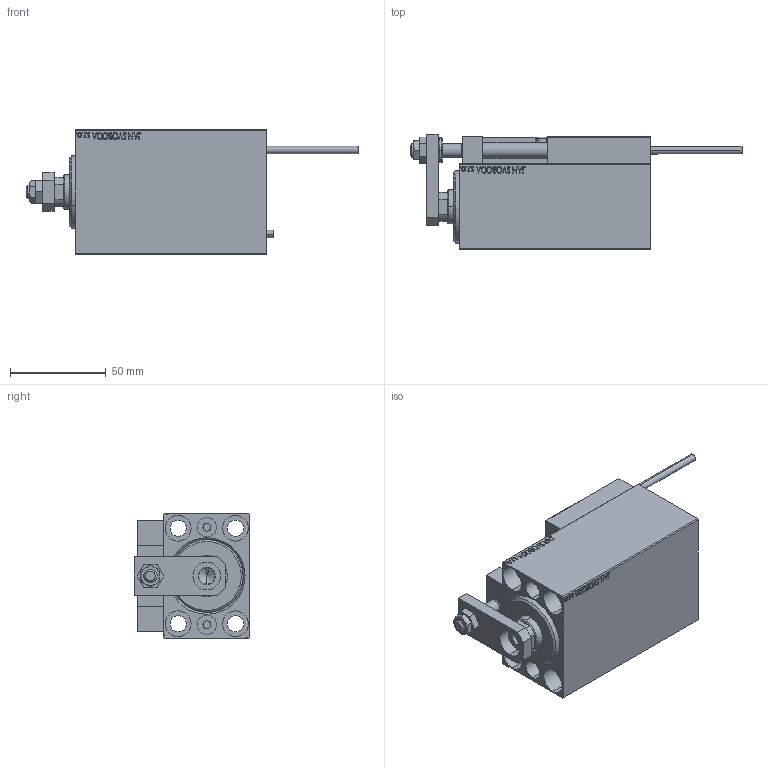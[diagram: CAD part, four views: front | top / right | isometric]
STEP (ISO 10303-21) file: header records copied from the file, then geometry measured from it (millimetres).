
FILE_DESCRIPTION (( 'STEP AP203' ), '1' );
FILE_NAME ('bc33.STEP', '2021-03-19T03:25:23', ( '' ), ( '' ), 'SwSTEP 2.0', 'SolidWorks 2019', '' );
FILE_SCHEMA (( 'CONFIG_CONTROL_DESIGN' ));
Length unit declared in the file: millimetre
Products named in the file (16): Block 6ae9e380f23d8ce2dc08310063af82c0; MAGNET 6ae9e380f23d8ce2dc08310063af82c0; V450CM_VC_B 6ae9e380f23d8ce2dc08310063af82c0; ZARAZKA 6ae9e380f23d8ce2dc08310063af82c0; SWITCH DIM B,W 6ae9e380f23d8ce2dc08310063af82c0; V450CM_C 6ae9e380f23d8ce2dc08310063af82c0; V450CM_C_VCP 6ae9e380f23d8ce2dc08310063af82c0; ALLEN BOLT D5 6ae9e380f23d8ce2dc08310063af82c0; ALLEN BOLT D8 6ae9e380f23d8ce2dc08310063af82c0; SWITCH_X_FRONT_BACK 6ae9e380f23d8ce2dc08310063af82c0; NUT_D12 6ae9e380f23d8ce2dc08310063af82c0; KONCOVKA 6ae9e380f23d8ce2dc08310063af82c0; TYC_L79 6ae9e380f23d8ce2dc08310063af82c0; SWITCH X 6ae9e380f23d8ce2dc08310063af82c0; NUT_D10 6ae9e380f23d8ce2dc08310063af82c0; bc33
Assembly tree (25 placements, depth 3):
  bc33
    V450CM_C 6ae9e380f23d8ce2dc08310063af82c0
    SWITCH X 6ae9e380f23d8ce2dc08310063af82c0
      SWITCH_X_FRONT_BACK 6ae9e380f23d8ce2dc08310063af82c0  x2
      TYC_L79 6ae9e380f23d8ce2dc08310063af82c0
      Block 6ae9e380f23d8ce2dc08310063af82c0  x2
      ALLEN BOLT D5 6ae9e380f23d8ce2dc08310063af82c0  x4
      ALLEN BOLT D8 6ae9e380f23d8ce2dc08310063af82c0  x4
      MAGNET 6ae9e380f23d8ce2dc08310063af82c0  x2
      KONCOVKA 6ae9e380f23d8ce2dc08310063af82c0  x2
    NUT_D12 6ae9e380f23d8ce2dc08310063af82c0
    SWITCH DIM B,W 6ae9e380f23d8ce2dc08310063af82c0
    ZARAZKA 6ae9e380f23d8ce2dc08310063af82c0
    NUT_D10 6ae9e380f23d8ce2dc08310063af82c0
    V450CM_C_VCP 6ae9e380f23d8ce2dc08310063af82c0
    V450CM_VC_B 6ae9e380f23d8ce2dc08310063af82c0
Bounding box: 173.7 x 60.5 x 65 mm (x, y, z)
Volume: 298670.7 mm3; surface area: 87153.1 mm2
Topology: 24 solids, 24 shells, 1295 faces, 3094 edges, 1978 vertices
Faces by surface type: plane 568, bspline 380, cylinder 186, cone 113, torus 44, sphere 4
Entity records: 50683 total; most frequent: CARTESIAN_POINT 26053, ORIENTED_EDGE 5208, DIRECTION 3511, EDGE_CURVE 2604, VERTEX_POINT 1702, LINE 1495, VECTOR 1495, EDGE_LOOP 1206
